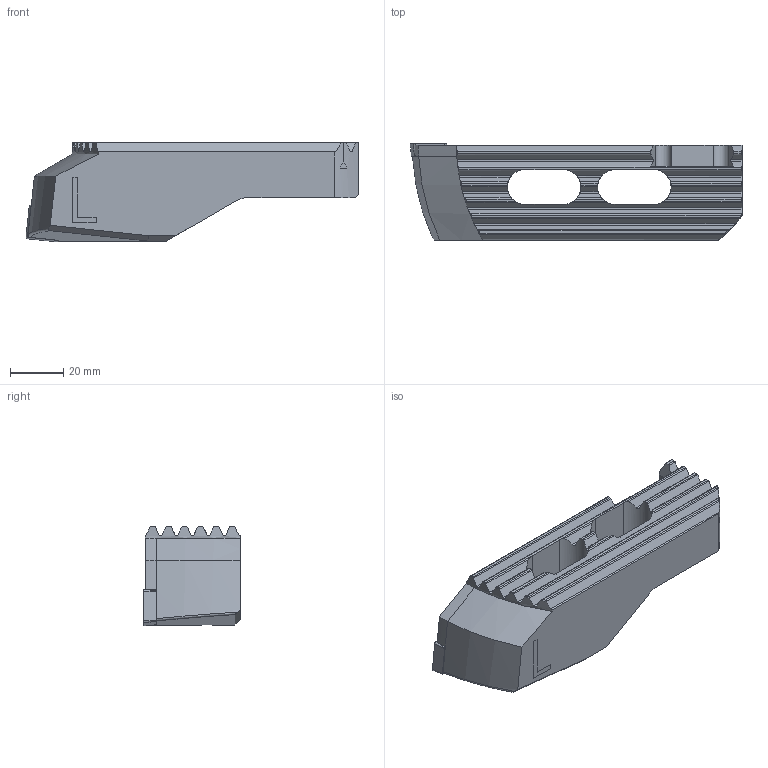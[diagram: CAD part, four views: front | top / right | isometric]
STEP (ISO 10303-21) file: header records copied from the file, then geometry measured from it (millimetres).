
FILE_DESCRIPTION(('no description'),'unknown implementation level');
FILE_NAME('CAB8E594-319A-4C88-93E7-C19A19E1FDD8_export.stp',' ',('CIMSOURCE GmbH'),('CADClick - KiM GmbH - www.kimweb.de'),'unknown preprocess','ACIS','unknown authorization');
FILE_SCHEMA(('automotive_design'));
Length unit declared in the file: millimetre
Products named in the file (3): 639.186 Kaiser 175-203 SW148 SC12 L|639.186 Kaiser 175-203 SW148 SC12 L;RSS Marke; 639.186 Kaiser 175-203 SW148 SC12 L|694.150 Kaiser ETL M5 X 13,3 T20 IP 10S;Kreismuster1; 639.186 Kaiser 175-203 SW148 SC12 L|654.350 Kaiser SCMT 120408 P20C;Kombinieren1
Bounding box: 125 x 36.36 x 37.6 mm (x, y, z)
Volume: 85663.1 mm3; surface area: 22209.4 mm2
Topology: 3 solids, 3 shells, 227 faces, 623 edges, 403 vertices
Faces by surface type: plane 105, cylinder 83, cone 26, torus 8, bspline 5
Entity records: 15730 total; most frequent: CARTESIAN_POINT 2924, STYLED_ITEM 1254, PRESENTATION_STYLE_ASSIGNMENT 1254, COLOUR_RGB 1254, ORIENTED_EDGE 1242, DIRECTION 1227, EDGE_CURVE 621, CURVE_STYLE 621
